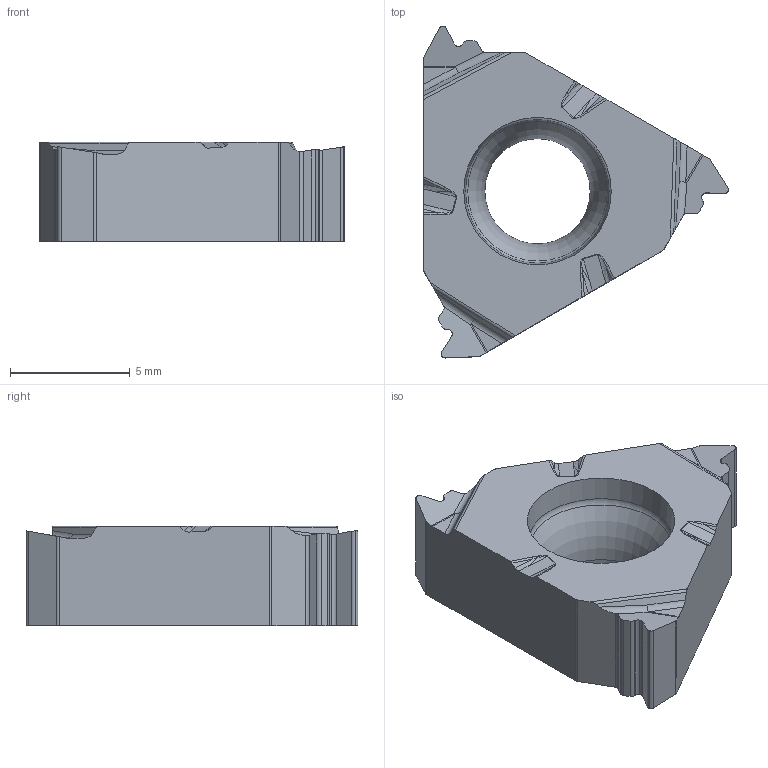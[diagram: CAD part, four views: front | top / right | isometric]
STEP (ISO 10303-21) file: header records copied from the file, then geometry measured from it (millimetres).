
FILE_DESCRIPTION(/* description */ (''),/* implementation_level */ '2;1');
FILE_NAME(/* name */ '1575015656867.stp',/* time_stamp */ '2019-11-29T13:52:45+05:00',/* author */ (''),/* organization */ ('SMS'),/* preprocessor_version */ 'ST-DEVELOPER v16.7',/* originating_system */ 'SIEMENS PLM Software NX 12.0',/* authorisation */ '');
FILE_SCHEMA (('AUTOMOTIVE_DESIGN { 1 0 10303 214 3 1 1 1 }'));
Length unit declared in the file: millimetre
Products named in the file (1): 202415211mod000_00
Bounding box: 12.74 x 13.86 x 4.17 mm (x, y, z)
Volume: 347.4 mm3; surface area: 416.8 mm2
Topology: 1 solids, 1 shells, 117 faces, 329 edges, 216 vertices
Faces by surface type: cylinder 49, plane 47, extrusion 9, bspline 9, torus 2, cone 1
Full cylindrical faces by diameter (mm): 4.4 x1
Entity records: 4746 total; most frequent: CARTESIAN_POINT 1683, ORIENTED_EDGE 646, DIRECTION 616, EDGE_CURVE 323, VERTEX_POINT 212, AXIS2_PLACEMENT_3D 209, VECTOR 198, LINE 189
